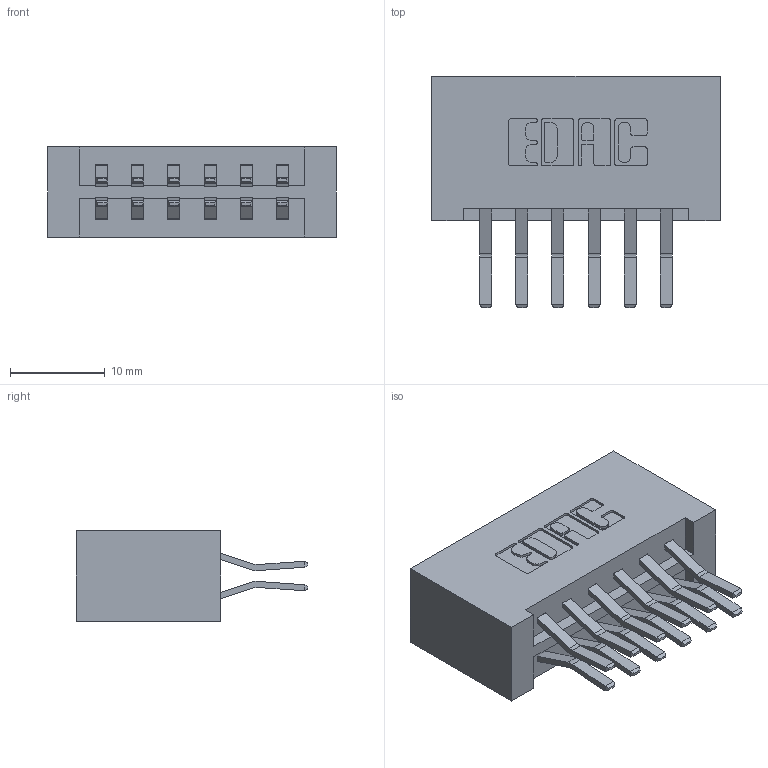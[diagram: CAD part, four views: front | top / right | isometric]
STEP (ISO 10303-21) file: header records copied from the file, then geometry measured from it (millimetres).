
FILE_DESCRIPTION (( 'STEP AP203' ), '1' );
FILE_NAME ('379-012-560-201.STEP', '2020-02-26T14:46:37', ( '' ), ( '' ), 'SwSTEP 2.0', 'SolidWorks 2016', '' );
FILE_SCHEMA (( 'CONFIG_CONTROL_DESIGN' ));
Length unit declared in the file: inch
Products named in the file (3): 379-012-560-201; 345-292-001_560 Tail; 379 Part_Lugless
Assembly tree (13 placements, depth 2):
  379-012-560-201
    379 Part_Lugless
    345-292-001_560 Tail  x12
Bounding box: 30.48 x 24.45 x 9.53 mm (x, y, z)
Volume: 3611.7 mm3; surface area: 3993.9 mm2
Topology: 13 solids, 13 shells, 754 faces, 2219 edges, 1462 vertices
Faces by surface type: plane 498, cylinder 256
Entity records: 8327 total; most frequent: CARTESIAN_POINT 1422, ORIENTED_EDGE 1358, DIRECTION 1275, EDGE_CURVE 679, VECTOR 555, LINE 555, VERTEX_POINT 450, AXIS2_PLACEMENT_3D 360
